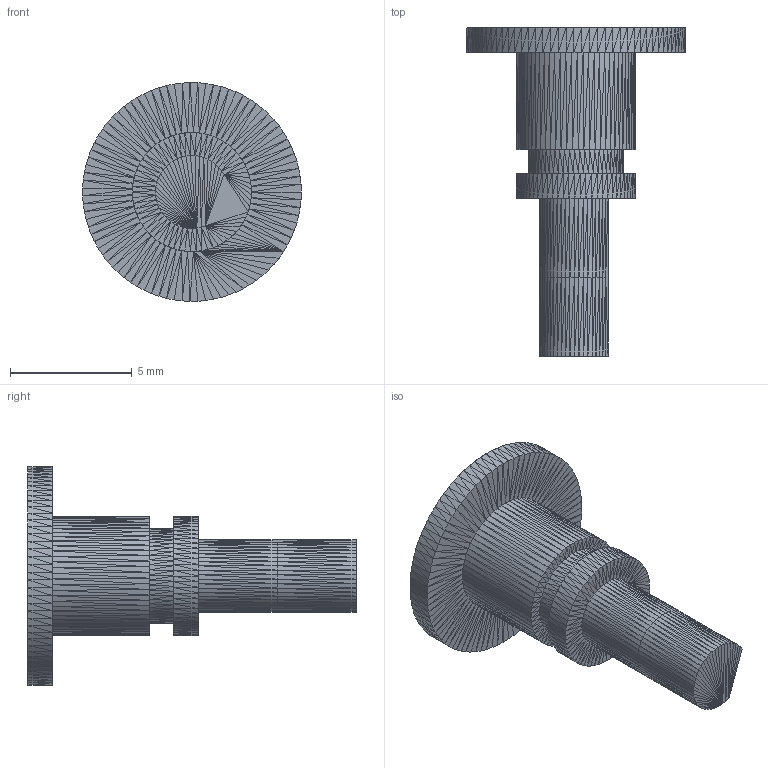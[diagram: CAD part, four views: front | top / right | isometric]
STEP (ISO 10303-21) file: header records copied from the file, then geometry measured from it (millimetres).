
FILE_DESCRIPTION((''),'2;1');
FILE_NAME('Axel', '2025-08-01T02:15:54', (''), (''), 'ImageToStl.com STEP Converter','', '');
FILE_SCHEMA(('AUTOMOTIVE_DESIGN_CC2'));
Length unit declared in the file: metre
Products named in the file (1): product0
Bounding box: 9 x 13.5 x 9 mm (x, y, z)
Surface area: 317.8 mm2 (no closed solid volume)
Topology: 0 solids, 1320 shells, 1320 faces, 3960 edges, 662 vertices
Faces by surface type: plane 1320
Entity records: 31719 total; most frequent: DIRECTION 6602, ORIENTED_EDGE 3960, EDGE_CURVE 3960, LINE 3960, VECTOR 3960, AXIS2_PLACEMENT_3D 1321, STYLED_ITEM 1321, FACE_SURFACE 1320
